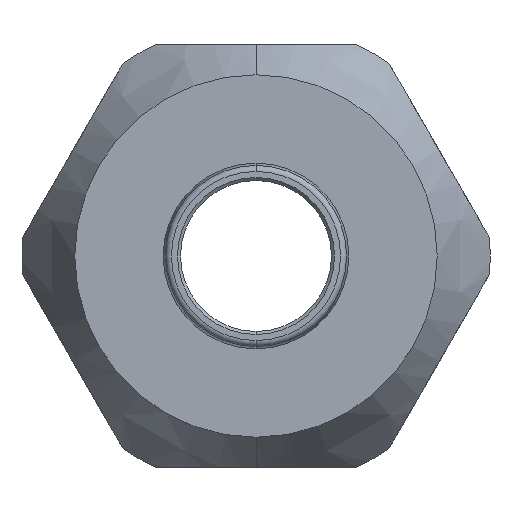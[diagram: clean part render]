
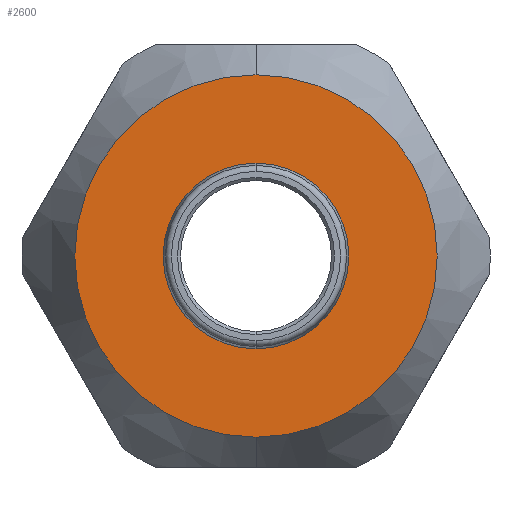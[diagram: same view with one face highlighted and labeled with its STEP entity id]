
A CAD part, front view. The second image highlights one B-rep face of the part: STEP entity #2600.
In plain terms, the highlighted planar face has unit normal (0, -1, 0).
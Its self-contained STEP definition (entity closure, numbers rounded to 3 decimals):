
#65 = ORIENTED_EDGE ( 'NONE', *, *, #2602, .F. ) ;
#66 = ORIENTED_EDGE ( 'NONE', *, *, #2577, .F. ) ;
#67 = ORIENTED_EDGE ( 'NONE', *, *, #2596, .T. ) ;
#68 = ORIENTED_EDGE ( 'NONE', *, *, #2432, .T. ) ;
#281 = FACE_OUTER_BOUND ( 'NONE', #1659, .T. ) ;
#282 = FACE_BOUND ( 'NONE', #1038, .T. ) ;
#517 = CIRCLE ( 'NONE', #528, 6. ) ;
#528 = AXIS2_PLACEMENT_3D ( 'NONE', #924, #925, #926 ) ;
#546 = CIRCLE ( 'NONE', #561, 6. ) ;
#550 = CIRCLE ( 'NONE', #554, 3.075 ) ;
#554 = AXIS2_PLACEMENT_3D ( 'NONE', #975, #976, #977 ) ;
#557 = AXIS2_PLACEMENT_3D ( 'NONE', #985, #986, #987 ) ;
#561 = AXIS2_PLACEMENT_3D ( 'NONE', #993, #994, #996 ) ;
#924 = CARTESIAN_POINT ( 'NONE',  ( 0., -15., 0. ) ) ;
#925 = DIRECTION ( 'NONE',  ( 0., 1., 0. ) ) ;
#926 = DIRECTION ( 'NONE',  ( 0., 0., 1. ) ) ;
#975 = CARTESIAN_POINT ( 'NONE',  ( 0., -15., 0. ) ) ;
#976 = DIRECTION ( 'NONE',  ( 0., 1., 0. ) ) ;
#977 = DIRECTION ( 'NONE',  ( 0., 0., -1. ) ) ;
#984 = PLANE ( 'NONE',  #557 ) ;
#985 = CARTESIAN_POINT ( 'NONE',  ( 6., -15., 0. ) ) ;
#986 = DIRECTION ( 'NONE',  ( 0., -1., 0. ) ) ;
#987 = DIRECTION ( 'NONE',  ( 0., 0., -1. ) ) ;
#993 = CARTESIAN_POINT ( 'NONE',  ( 0., -15., 0. ) ) ;
#994 = DIRECTION ( 'NONE',  ( 0., 1., 0. ) ) ;
#996 = DIRECTION ( 'NONE',  ( 0., 0., 1. ) ) ;
#1038 = EDGE_LOOP ( 'NONE', ( #67, #68 ) ) ;
#1281 = CIRCLE ( 'NONE', #1282, 3.075 ) ;
#1282 = AXIS2_PLACEMENT_3D ( 'NONE', #2083, #2084, #2085 ) ;
#1331 = CARTESIAN_POINT ( 'NONE',  ( 0., -15., -6. ) ) ;
#1472 = VERTEX_POINT ( 'NONE', #1331 ) ;
#1473 = VERTEX_POINT ( 'NONE', #1817 ) ;
#1503 = VERTEX_POINT ( 'NONE', #1837 ) ;
#1504 = VERTEX_POINT ( 'NONE', #1838 ) ;
#1659 = EDGE_LOOP ( 'NONE', ( #65, #66 ) ) ;
#1817 = CARTESIAN_POINT ( 'NONE',  ( 0., -15., 6. ) ) ;
#1837 = CARTESIAN_POINT ( 'NONE',  ( 0., -15., 3.075 ) ) ;
#1838 = CARTESIAN_POINT ( 'NONE',  ( 0., -15., -3.075 ) ) ;
#2083 = CARTESIAN_POINT ( 'NONE',  ( 0., -15., 0. ) ) ;
#2084 = DIRECTION ( 'NONE',  ( 0., 1., 0. ) ) ;
#2085 = DIRECTION ( 'NONE',  ( 0., 0., -1. ) ) ;
#2432 = EDGE_CURVE ( 'NONE', #1503, #1504, #1281, .T. ) ;
#2577 = EDGE_CURVE ( 'NONE', #1472, #1473, #517, .T. ) ;
#2596 = EDGE_CURVE ( 'NONE', #1504, #1503, #550, .T. ) ;
#2600 = ADVANCED_FACE ( 'NONE', ( #281, #282 ), #984, .T. ) ;
#2602 = EDGE_CURVE ( 'NONE', #1473, #1472, #546, .T. ) ;
